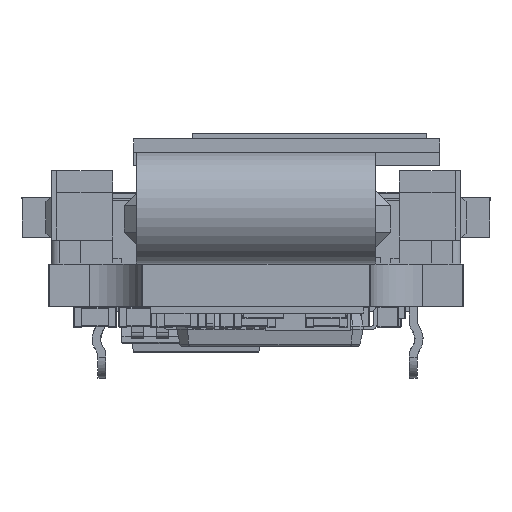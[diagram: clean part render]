
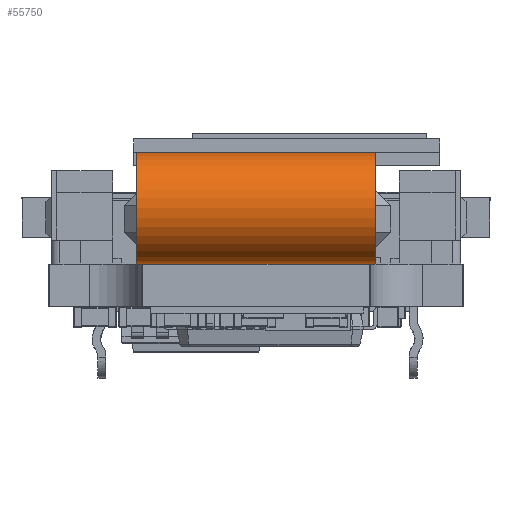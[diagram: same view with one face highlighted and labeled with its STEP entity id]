
A CAD part, left-side view. The second image highlights one B-rep face of the part: STEP entity #55750.
In plain terms, the highlighted cylindrical face has radius 2.1 mm (diameter 4.2 mm), a partial arc.
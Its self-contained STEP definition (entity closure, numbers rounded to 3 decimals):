
#55528 = VERTEX_POINT('',#55529);
#55529 = CARTESIAN_POINT('',(31.4,0.5,-0.1));
#55535 = EDGE_CURVE('',#55528,#55536,#55538,.T.);
#55536 = VERTEX_POINT('',#55537);
#55537 = CARTESIAN_POINT('',(31.4,0.5,-9.1));
#55538 = LINE('',#55539,#55540);
#55539 = CARTESIAN_POINT('',(31.4,0.5,-0.1));
#55540 = VECTOR('',#55541,1.);
#55541 = DIRECTION('',(0.,0.,-1.));
#55724 = VERTEX_POINT('',#55725);
#55725 = CARTESIAN_POINT('',(31.4,-3.7,-0.1));
#55733 = VERTEX_POINT('',#55734);
#55734 = CARTESIAN_POINT('',(31.4,-3.7,-9.1));
#55740 = EDGE_CURVE('',#55724,#55733,#55741,.T.);
#55741 = LINE('',#55742,#55743);
#55742 = CARTESIAN_POINT('',(31.4,-3.7,-0.1));
#55743 = VECTOR('',#55744,1.);
#55744 = DIRECTION('',(0.,0.,-1.));
#55750 = ADVANCED_FACE('',(#55751),#55769,.T.);
#55751 = FACE_BOUND('',#55752,.T.);
#55752 = EDGE_LOOP('',(#55753,#55760,#55761,#55768));
#55753 = ORIENTED_EDGE('',*,*,#55754,.F.);
#55754 = EDGE_CURVE('',#55724,#55528,#55755,.T.);
#55755 = CIRCLE('',#55756,2.1);
#55756 = AXIS2_PLACEMENT_3D('',#55757,#55758,#55759);
#55757 = CARTESIAN_POINT('',(31.4,-1.6,-0.1));
#55758 = DIRECTION('',(0.,0.,1.));
#55759 = DIRECTION('',(0.,-1.,0.));
#55760 = ORIENTED_EDGE('',*,*,#55740,.T.);
#55761 = ORIENTED_EDGE('',*,*,#55762,.F.);
#55762 = EDGE_CURVE('',#55536,#55733,#55763,.T.);
#55763 = CIRCLE('',#55764,2.1);
#55764 = AXIS2_PLACEMENT_3D('',#55765,#55766,#55767);
#55765 = CARTESIAN_POINT('',(31.4,-1.6,-9.1));
#55766 = DIRECTION('',(0.,0.,-1.));
#55767 = DIRECTION('',(0.,-1.,0.));
#55768 = ORIENTED_EDGE('',*,*,#55535,.F.);
#55769 = CYLINDRICAL_SURFACE('',#55770,2.1);
#55770 = AXIS2_PLACEMENT_3D('',#55771,#55772,#55773);
#55771 = CARTESIAN_POINT('',(31.4,-1.6,-0.1));
#55772 = DIRECTION('',(0.,0.,-1.));
#55773 = DIRECTION('',(0.,-1.,0.));
